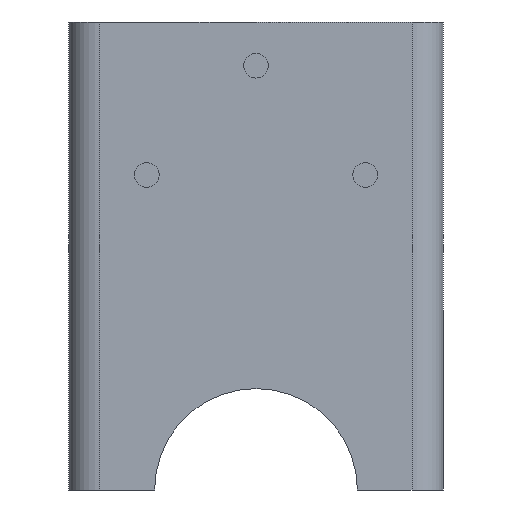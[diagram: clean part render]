
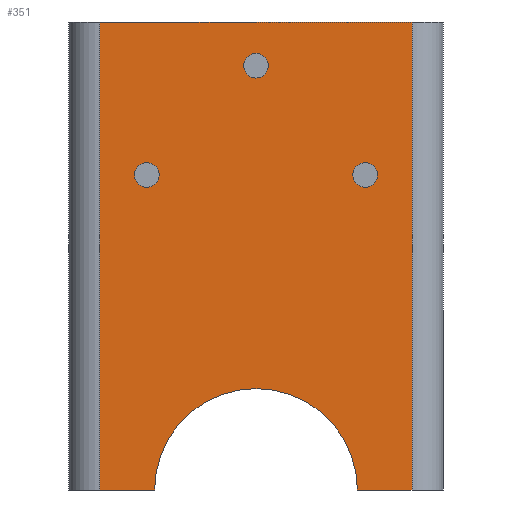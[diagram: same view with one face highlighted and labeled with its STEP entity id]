
A CAD part, left-side view. The second image highlights one B-rep face of the part: STEP entity #351.
In plain terms, the highlighted planar face has unit normal (-1, 0, 0).
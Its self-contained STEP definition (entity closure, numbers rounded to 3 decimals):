
#9 = ORIENTED_EDGE ( 'NONE', *, *, #258, .F. ) ;
#12 = DIRECTION ( 'NONE',  ( 0., -1., 0. ) ) ;
#17 = CIRCLE ( 'NONE', #264, 0.79 ) ;
#19 = CARTESIAN_POINT ( 'NONE',  ( -2., 22., -30. ) ) ;
#32 = AXIS2_PLACEMENT_3D ( 'NONE', #745, #744, #742 ) ;
#51 = EDGE_LOOP ( 'NONE', ( #265, #9 ) ) ;
#59 = EDGE_CURVE ( 'NONE', #1359, #579, #1374, .T. ) ;
#84 = CARTESIAN_POINT ( 'NONE',  ( -2., 16.5, -30. ) ) ;
#122 = AXIS2_PLACEMENT_3D ( 'NONE', #306, #303, #300 ) ;
#137 = EDGE_CURVE ( 'NONE', #1106, #1351, #1133, .T. ) ;
#181 = DIRECTION ( 'NONE',  ( 0., 1., 0. ) ) ;
#194 = AXIS2_PLACEMENT_3D ( 'NONE', #302, #299, #285 ) ;
#196 = DIRECTION ( 'NONE',  ( 0., -1., 0. ) ) ;
#197 = CARTESIAN_POINT ( 'NONE',  ( -2., 3., -9.8 ) ) ;
#200 = DIRECTION ( 'NONE',  ( -1., 0., 0. ) ) ;
#205 = CARTESIAN_POINT ( 'NONE',  ( -2., 20., -30. ) ) ;
#209 = CARTESIAN_POINT ( 'NONE',  ( -2., 22., 0. ) ) ;
#219 = DIRECTION ( 'NONE',  ( 0., 0., -1. ) ) ;
#238 = EDGE_CURVE ( 'NONE', #579, #884, #388, .T. ) ;
#255 = VECTOR ( 'NONE', #1253, 1000. ) ;
#258 = EDGE_CURVE ( 'NONE', #407, #1338, #1410, .T. ) ;
#264 = AXIS2_PLACEMENT_3D ( 'NONE', #197, #200, #181 ) ;
#265 = ORIENTED_EDGE ( 'NONE', *, *, #1360, .F. ) ;
#285 = DIRECTION ( 'NONE',  ( 0., 1., 0. ) ) ;
#299 = DIRECTION ( 'NONE',  ( -1., 0., 0. ) ) ;
#300 = DIRECTION ( 'NONE',  ( 0., -1., 0. ) ) ;
#302 = CARTESIAN_POINT ( 'NONE',  ( -2., 17., -9.8 ) ) ;
#303 = DIRECTION ( 'NONE',  ( -1., 0., 0. ) ) ;
#306 = CARTESIAN_POINT ( 'NONE',  ( -2., 10., -30. ) ) ;
#341 = VERTEX_POINT ( 'NONE', #1415 ) ;
#351 = ADVANCED_FACE ( 'NONE', ( #488, #681, #456, #480 ), #1084, .T. ) ;
#388 = LINE ( 'NONE', #1342, #255 ) ;
#395 = ORIENTED_EDGE ( 'NONE', *, *, #1321, .T. ) ;
#399 = ORIENTED_EDGE ( 'NONE', *, *, #137, .T. ) ;
#403 = CARTESIAN_POINT ( 'NONE',  ( -2., 3., -9.01 ) ) ;
#407 = VERTEX_POINT ( 'NONE', #941 ) ;
#436 = ORIENTED_EDGE ( 'NONE', *, *, #643, .F. ) ;
#452 = ORIENTED_EDGE ( 'NONE', *, *, #238, .T. ) ;
#456 = FACE_BOUND ( 'NONE', #51, .T. ) ;
#463 = ORIENTED_EDGE ( 'NONE', *, *, #645, .F. ) ;
#465 = ORIENTED_EDGE ( 'NONE', *, *, #59, .T. ) ;
#480 = FACE_OUTER_BOUND ( 'NONE', #1419, .T. ) ;
#488 = FACE_BOUND ( 'NONE', #1386, .T. ) ;
#511 = AXIS2_PLACEMENT_3D ( 'NONE', #1028, #1023, #1271 ) ;
#523 = LINE ( 'NONE', #209, #1424 ) ;
#528 = VERTEX_POINT ( 'NONE', #853 ) ;
#579 = VERTEX_POINT ( 'NONE', #949 ) ;
#593 = ORIENTED_EDGE ( 'NONE', *, *, #796, .F. ) ;
#594 = AXIS2_PLACEMENT_3D ( 'NONE', #988, #785, #1061 ) ;
#620 = VERTEX_POINT ( 'NONE', #403 ) ;
#643 = EDGE_CURVE ( 'NONE', #1106, #884, #797, .T. ) ;
#645 = EDGE_CURVE ( 'NONE', #1270, #528, #886, .T. ) ;
#681 = FACE_BOUND ( 'NONE', #1034, .T. ) ;
#715 = CARTESIAN_POINT ( 'NONE',  ( -2., 0., 0. ) ) ;
#742 = DIRECTION ( 'NONE',  ( 0., 1., 0. ) ) ;
#744 = DIRECTION ( 'NONE',  ( -1., 0., 0. ) ) ;
#745 = CARTESIAN_POINT ( 'NONE',  ( -2., 10., -2.8 ) ) ;
#756 = DIRECTION ( 'NONE',  ( 0., 1., 0. ) ) ;
#757 = DIRECTION ( 'NONE',  ( -1., 0., 0. ) ) ;
#762 = CARTESIAN_POINT ( 'NONE',  ( -2., 3., -9.8 ) ) ;
#763 = CARTESIAN_POINT ( 'NONE',  ( -2., 20., 0. ) ) ;
#764 = CARTESIAN_POINT ( 'NONE',  ( -2., 0., -30. ) ) ;
#766 = EDGE_CURVE ( 'NONE', #620, #341, #17, .T. ) ;
#780 = CARTESIAN_POINT ( 'NONE',  ( -2., 10., -2.01 ) ) ;
#782 = ORIENTED_EDGE ( 'NONE', *, *, #1002, .F. ) ;
#785 = DIRECTION ( 'NONE',  ( -1., 0., 0. ) ) ;
#791 = CARTESIAN_POINT ( 'NONE',  ( -2., 0., -30. ) ) ;
#795 = DIRECTION ( 'NONE',  ( 0., 0., 1. ) ) ;
#796 = EDGE_CURVE ( 'NONE', #1359, #1406, #523, .T. ) ;
#797 = CIRCLE ( 'NONE', #122, 6.5 ) ;
#829 = CARTESIAN_POINT ( 'NONE',  ( -2., 17., -9.01 ) ) ;
#853 = CARTESIAN_POINT ( 'NONE',  ( -2., 17., -10.59 ) ) ;
#858 = CIRCLE ( 'NONE', #1383, 0.79 ) ;
#884 = VERTEX_POINT ( 'NONE', #84 ) ;
#886 = CIRCLE ( 'NONE', #194, 0.79 ) ;
#922 = AXIS2_PLACEMENT_3D ( 'NONE', #1058, #1057, #1055 ) ;
#941 = CARTESIAN_POINT ( 'NONE',  ( -2., 10., -3.59 ) ) ;
#949 = CARTESIAN_POINT ( 'NONE',  ( -2., 20., -30. ) ) ;
#980 = CARTESIAN_POINT ( 'NONE',  ( -2., 3.5, -30. ) ) ;
#985 = VECTOR ( 'NONE', #12, 1000. ) ;
#988 = CARTESIAN_POINT ( 'NONE',  ( -2., 22., -30. ) ) ;
#1002 = EDGE_CURVE ( 'NONE', #528, #1270, #1140, .T. ) ;
#1023 = DIRECTION ( 'NONE',  ( -1., 0., 0. ) ) ;
#1028 = CARTESIAN_POINT ( 'NONE',  ( -2., 10., -2.8 ) ) ;
#1031 = VECTOR ( 'NONE', #795, 1000. ) ;
#1034 = EDGE_LOOP ( 'NONE', ( #1141, #1403 ) ) ;
#1050 = LINE ( 'NONE', #791, #1031 ) ;
#1055 = DIRECTION ( 'NONE',  ( 0., 1., 0. ) ) ;
#1057 = DIRECTION ( 'NONE',  ( -1., 0., 0. ) ) ;
#1058 = CARTESIAN_POINT ( 'NONE',  ( -2., 17., -9.8 ) ) ;
#1061 = DIRECTION ( 'NONE',  ( 0., 0., 1. ) ) ;
#1084 = PLANE ( 'NONE',  #594 ) ;
#1106 = VERTEX_POINT ( 'NONE', #980 ) ;
#1133 = LINE ( 'NONE', #19, #985 ) ;
#1140 = CIRCLE ( 'NONE', #922, 0.79 ) ;
#1141 = ORIENTED_EDGE ( 'NONE', *, *, #766, .F. ) ;
#1186 = CIRCLE ( 'NONE', #32, 0.79 ) ;
#1253 = DIRECTION ( 'NONE',  ( 0., -1., 0. ) ) ;
#1270 = VERTEX_POINT ( 'NONE', #829 ) ;
#1271 = DIRECTION ( 'NONE',  ( 0., 1., 0. ) ) ;
#1321 = EDGE_CURVE ( 'NONE', #1351, #1406, #1050, .T. ) ;
#1338 = VERTEX_POINT ( 'NONE', #780 ) ;
#1342 = CARTESIAN_POINT ( 'NONE',  ( -2., 22., -30. ) ) ;
#1347 = EDGE_CURVE ( 'NONE', #341, #620, #858, .T. ) ;
#1351 = VERTEX_POINT ( 'NONE', #764 ) ;
#1359 = VERTEX_POINT ( 'NONE', #763 ) ;
#1360 = EDGE_CURVE ( 'NONE', #1338, #407, #1186, .T. ) ;
#1374 = LINE ( 'NONE', #205, #1390 ) ;
#1383 = AXIS2_PLACEMENT_3D ( 'NONE', #762, #757, #756 ) ;
#1386 = EDGE_LOOP ( 'NONE', ( #463, #782 ) ) ;
#1390 = VECTOR ( 'NONE', #219, 1000. ) ;
#1403 = ORIENTED_EDGE ( 'NONE', *, *, #1347, .F. ) ;
#1406 = VERTEX_POINT ( 'NONE', #715 ) ;
#1410 = CIRCLE ( 'NONE', #511, 0.79 ) ;
#1415 = CARTESIAN_POINT ( 'NONE',  ( -2., 3., -10.59 ) ) ;
#1419 = EDGE_LOOP ( 'NONE', ( #593, #465, #452, #436, #399, #395 ) ) ;
#1424 = VECTOR ( 'NONE', #196, 1000. ) ;
